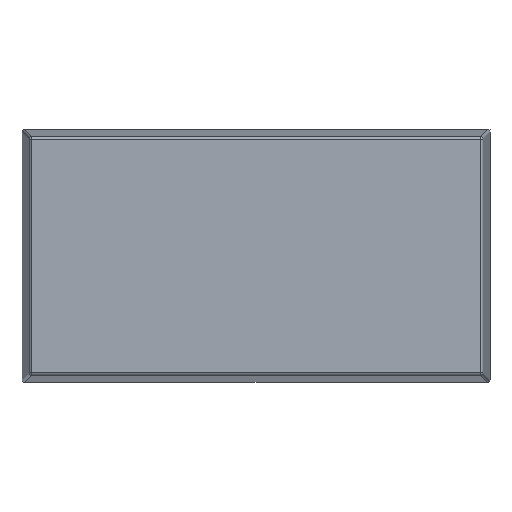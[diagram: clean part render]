
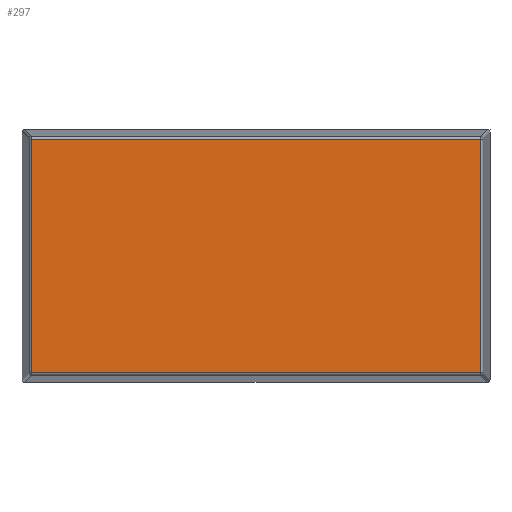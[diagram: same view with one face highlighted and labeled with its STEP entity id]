
A CAD part, front view. The second image highlights one B-rep face of the part: STEP entity #297.
In plain terms, the highlighted planar face has unit normal (0, -1, 0).
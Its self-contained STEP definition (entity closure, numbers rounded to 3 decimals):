
#49=ORIENTED_EDGE('',*,*,#133,.T.);
#50=ORIENTED_EDGE('',*,*,#134,.T.);
#51=ORIENTED_EDGE('',*,*,#135,.T.);
#52=ORIENTED_EDGE('',*,*,#136,.T.);
#133=EDGE_CURVE('',#175,#176,#199,.F.);
#134=EDGE_CURVE('',#176,#177,#200,.F.);
#135=EDGE_CURVE('',#177,#178,#201,.T.);
#136=EDGE_CURVE('',#178,#175,#202,.F.);
#175=VERTEX_POINT('',#471);
#176=VERTEX_POINT('',#472);
#177=VERTEX_POINT('',#474);
#178=VERTEX_POINT('',#476);
#199=LINE('',#470,#224);
#200=LINE('',#473,#225);
#201=LINE('',#475,#226);
#202=LINE('',#477,#227);
#224=VECTOR('',#371,1000.);
#225=VECTOR('',#372,1000.);
#226=VECTOR('',#373,1000.);
#227=VECTOR('',#374,1000.);
#249=EDGE_LOOP('',(#49,#50,#51,#52));
#269=FACE_BOUND('',#249,.T.);
#289=PLANE('',#330);
#297=ADVANCED_FACE('',(#269),#289,.T.);
#330=AXIS2_PLACEMENT_3D('',#469,#369,#370);
#369=DIRECTION('',(0.,-1.,0.));
#370=DIRECTION('',(0.,0.,-1.));
#371=DIRECTION('',(0.,0.,-1.));
#372=DIRECTION('',(1.,0.,0.));
#373=DIRECTION('',(0.,0.,-1.));
#374=DIRECTION('',(-1.,0.,0.));
#469=CARTESIAN_POINT('',(0.,0.,0.));
#470=CARTESIAN_POINT('',(161.39,0.,0.));
#471=CARTESIAN_POINT('',(161.39,0.,-83.89));
#472=CARTESIAN_POINT('',(161.39,0.,83.89));
#473=CARTESIAN_POINT('',(0.,0.,83.89));
#474=CARTESIAN_POINT('',(-161.39,0.,83.89));
#475=CARTESIAN_POINT('',(-161.39,0.,0.));
#476=CARTESIAN_POINT('',(-161.39,0.,-83.89));
#477=CARTESIAN_POINT('',(0.,0.,-83.89));
